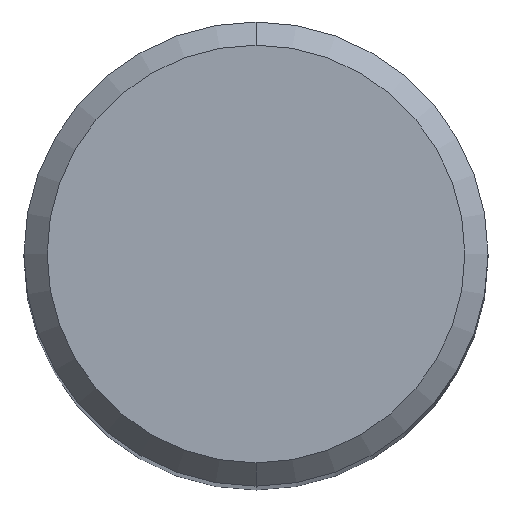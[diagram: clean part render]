
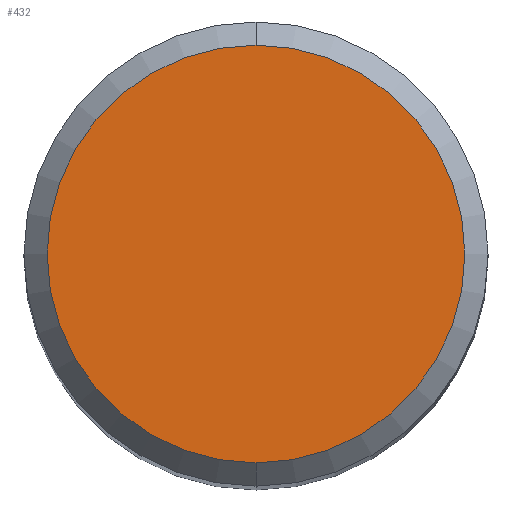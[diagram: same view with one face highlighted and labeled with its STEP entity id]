
A CAD part, top view. The second image highlights one B-rep face of the part: STEP entity #432.
In plain terms, the highlighted planar face has unit normal (0, 0, 1).
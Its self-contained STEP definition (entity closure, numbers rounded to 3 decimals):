
#206=EDGE_CURVE('',#272,#228,#513,.T.);
#228=VERTEX_POINT('',#535);
#272=VERTEX_POINT('',#585);
#380=EDGE_CURVE('',#228,#272,#705,.T.);
#432=ADVANCED_FACE('',(#759),#760,.T.);
#513=CIRCLE('',#872,4.5);
#535=CARTESIAN_POINT('',(0.0,4.5,0.0));
#585=CARTESIAN_POINT('',(0.,-4.5,0.0));
#705=CIRCLE('',#1273,4.5);
#759=FACE_OUTER_BOUND('',#1423,.T.);
#760=PLANE('',#1424);
#872=AXIS2_PLACEMENT_3D('',#1509,#1510,#1511);
#1273=AXIS2_PLACEMENT_3D('',#1732,#1733,#1734);
#1423=EDGE_LOOP('',(#1771,#1772));
#1424=AXIS2_PLACEMENT_3D('',#1773,#1774,#1775);
#1509=CARTESIAN_POINT('',(0.0,0.0,0.0));
#1510=DIRECTION('',(0.0,0.0,-1.0));
#1511=DIRECTION('',(0.0,1.0,0.0));
#1732=CARTESIAN_POINT('',(0.0,0.0,0.0));
#1733=DIRECTION('',(0.0,0.0,-1.0));
#1734=DIRECTION('',(0.0,1.0,0.0));
#1771=ORIENTED_EDGE('',*,*,#380,.F.);
#1772=ORIENTED_EDGE('',*,*,#206,.F.);
#1773=CARTESIAN_POINT('',(0.0,2.25,0.0));
#1774=DIRECTION('',(-0.0,0.0,1.0));
#1775=DIRECTION('',(0.0,-1.0,0.0));
